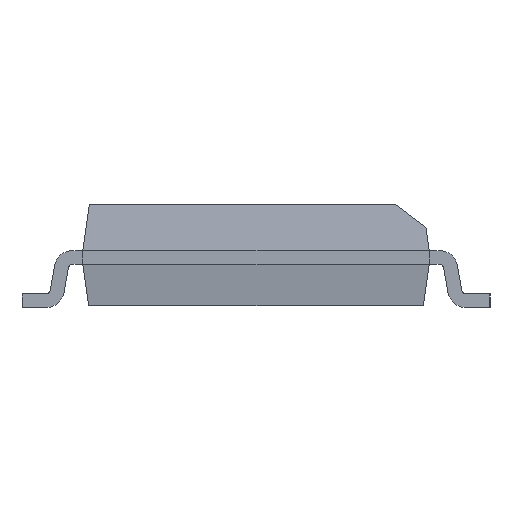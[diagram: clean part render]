
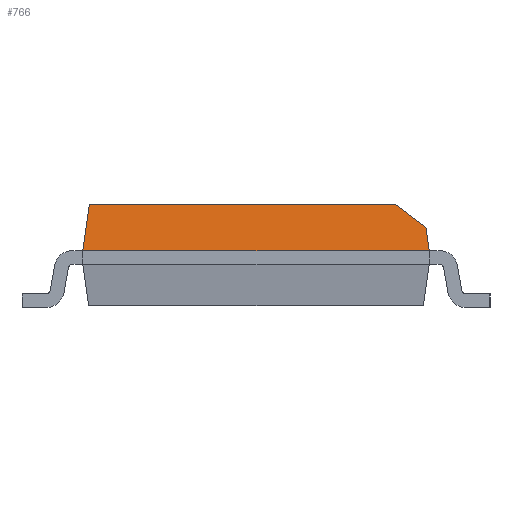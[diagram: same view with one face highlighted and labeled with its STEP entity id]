
A CAD part, left-side view. The second image highlights one B-rep face of the part: STEP entity #766.
In plain terms, the highlighted planar face has unit normal (-0.99, 0, 0.139).
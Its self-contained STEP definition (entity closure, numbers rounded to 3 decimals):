
#766 = ADVANCED_FACE( 'NONE', ( #1704 ), #1705, .T. );
#1704 = FACE_OUTER_BOUND( '', #2836, .T. );
#1705 = PLANE( '', #2837 );
#2836 = EDGE_LOOP( '', ( #5316, #5317, #5318, #5319, #5320 ) );
#2837 = AXIS2_PLACEMENT_3D( '', #5321, #5322, #5323 );
#5316 = ORIENTED_EDGE( '', *, *, #8096, .F. );
#5317 = ORIENTED_EDGE( '', *, *, #8071, .T. );
#5318 = ORIENTED_EDGE( '', *, *, #8097, .F. );
#5319 = ORIENTED_EDGE( '', *, *, #7980, .T. );
#5320 = ORIENTED_EDGE( '', *, *, #8098, .T. );
#5321 = CARTESIAN_POINT( '', ( -6.3, 3.75, 0.3 ) );
#5322 = DIRECTION( '', ( -0.99, 0., 0.139 ) );
#5323 = DIRECTION( '', ( 0., 1., 0. ) );
#7980 = EDGE_CURVE( 'NONE', #9773, #9771, #9774, .T. );
#8071 = EDGE_CURVE( 'NONE', #9893, #9894, #9895, .T. );
#8096 = EDGE_CURVE( 'NONE', #9893, #9191, #9931, .T. );
#8097 = EDGE_CURVE( 'NONE', #9773, #9894, #9932, .T. );
#8098 = EDGE_CURVE( 'NONE', #9771, #9191, #9933, .T. );
#9191 = VERTEX_POINT( 'NONE', #11639 );
#9771 = VERTEX_POINT( 'NONE', #12589 );
#9773 = VERTEX_POINT( 'NONE', #12592 );
#9774 = LINE( '', #12593, #12594 );
#9893 = VERTEX_POINT( 'NONE', #12845 );
#9894 = VERTEX_POINT( 'NONE', #12846 );
#9895 = LINE( '', #12847, #12848 );
#9931 = LINE( '', #12971, #12972 );
#9932 = LINE( '', #12973, #12974 );
#9933 = LINE( '', #12975, #12976 );
#11639 = CARTESIAN_POINT( '', ( -6.3, -3.75, 0.3 ) );
#12589 = CARTESIAN_POINT( '', ( -6.3, 3.75, 0.3 ) );
#12592 = CARTESIAN_POINT( '', ( -6.159, 3.609, 1.3 ) );
#12593 = CARTESIAN_POINT( '', ( -6.3, 3.75, 0.3 ) );
#12594 = VECTOR( '', #14908, 1000. );
#12845 = CARTESIAN_POINT( '', ( -6.229, -3.679, 0.805 ) );
#12846 = CARTESIAN_POINT( '', ( -6.159, -3.022, 1.3 ) );
#12847 = CARTESIAN_POINT( '', ( -6.116, -2.609, 1.611 ) );
#12848 = VECTOR( '', #14979, 1000. );
#12971 = CARTESIAN_POINT( '', ( -6.3, -3.75, 0.3 ) );
#12972 = VECTOR( '', #15000, 1000. );
#12973 = CARTESIAN_POINT( '', ( -6.159, 3.75, 1.3 ) );
#12974 = VECTOR( '', #15001, 1000. );
#12975 = CARTESIAN_POINT( '', ( -6.3, 3.75, 0.3 ) );
#12976 = VECTOR( '', #15002, 1000. );
#14908 = DIRECTION( '', ( -0.138, 0.138, -0.981 ) );
#14979 = DIRECTION( '', ( 0.084, 0.796, 0.6 ) );
#15000 = DIRECTION( '', ( -0.138, -0.138, -0.981 ) );
#15001 = DIRECTION( '', ( 0., -1., 0. ) );
#15002 = DIRECTION( '', ( 0., -1., 0. ) );
